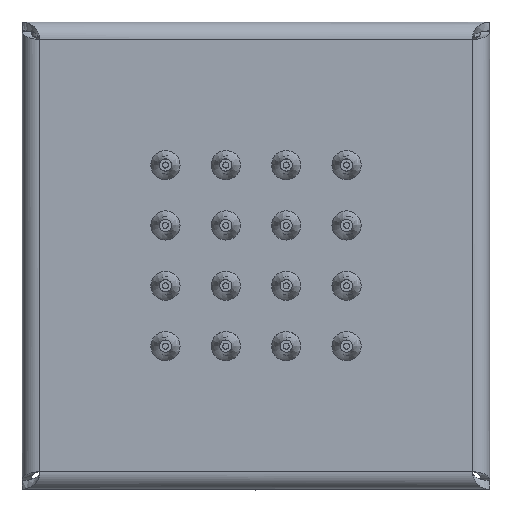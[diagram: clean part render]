
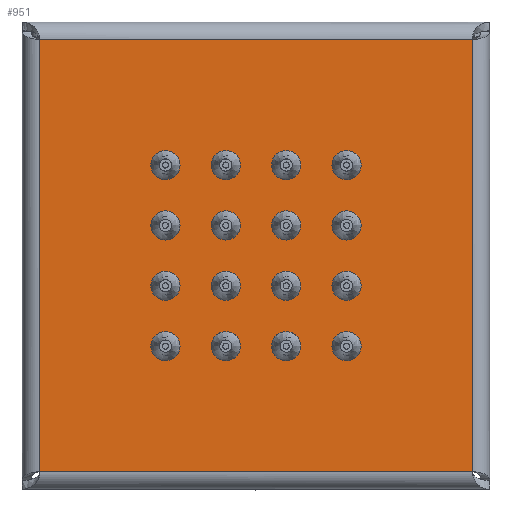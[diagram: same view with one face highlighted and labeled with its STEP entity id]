
A CAD part, top view. The second image highlights one B-rep face of the part: STEP entity #951.
In plain terms, the highlighted planar face has unit normal (0, 0, 1).
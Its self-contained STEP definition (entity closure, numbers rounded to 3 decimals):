
#951=ADVANCED_FACE('',(#2373,#2374,#2375,#2376,#2377,#2378,#2379,#2380,#2381,#2382,#2383,#2384,#2385,#2386,#2387,#2388,#2389),#2390,.T.);
#2373=FACE_BOUND('',#4382,.T.);
#2374=FACE_BOUND('',#4383,.T.);
#2375=FACE_BOUND('',#4384,.T.);
#2376=FACE_BOUND('',#4385,.T.);
#2377=FACE_BOUND('',#4386,.T.);
#2378=FACE_BOUND('',#4387,.T.);
#2379=FACE_BOUND('',#4388,.T.);
#2380=FACE_BOUND('',#4389,.T.);
#2381=FACE_BOUND('',#4390,.T.);
#2382=FACE_BOUND('',#4391,.T.);
#2383=FACE_BOUND('',#4392,.T.);
#2384=FACE_BOUND('',#4393,.T.);
#2385=FACE_BOUND('',#4394,.T.);
#2386=FACE_BOUND('',#4395,.T.);
#2387=FACE_BOUND('',#4396,.T.);
#2388=FACE_BOUND('',#4397,.T.);
#2389=FACE_OUTER_BOUND('',#4398,.T.);
#2390=PLANE('',#4399);
#4382=EDGE_LOOP('',(#7245));
#4383=EDGE_LOOP('',(#7246));
#4384=EDGE_LOOP('',(#7247));
#4385=EDGE_LOOP('',(#7248));
#4386=EDGE_LOOP('',(#7249));
#4387=EDGE_LOOP('',(#7250));
#4388=EDGE_LOOP('',(#7251));
#4389=EDGE_LOOP('',(#7252));
#4390=EDGE_LOOP('',(#7253));
#4391=EDGE_LOOP('',(#7254));
#4392=EDGE_LOOP('',(#7255));
#4393=EDGE_LOOP('',(#7256));
#4394=EDGE_LOOP('',(#7257));
#4395=EDGE_LOOP('',(#7258));
#4396=EDGE_LOOP('',(#7259));
#4397=EDGE_LOOP('',(#7260));
#4398=EDGE_LOOP('',(#7261,#7262,#7263,#7264));
#4399=AXIS2_PLACEMENT_3D('',#7265,#7266,#7267);
#7245=ORIENTED_EDGE('',*,*,#10409,.F.);
#7246=ORIENTED_EDGE('',*,*,#10447,.F.);
#7247=ORIENTED_EDGE('',*,*,#10453,.F.);
#7248=ORIENTED_EDGE('',*,*,#10454,.F.);
#7249=ORIENTED_EDGE('',*,*,#10434,.F.);
#7250=ORIENTED_EDGE('',*,*,#10455,.F.);
#7251=ORIENTED_EDGE('',*,*,#10383,.F.);
#7252=ORIENTED_EDGE('',*,*,#10456,.F.);
#7253=ORIENTED_EDGE('',*,*,#10405,.F.);
#7254=ORIENTED_EDGE('',*,*,#10385,.F.);
#7255=ORIENTED_EDGE('',*,*,#10411,.F.);
#7256=ORIENTED_EDGE('',*,*,#10457,.F.);
#7257=ORIENTED_EDGE('',*,*,#10374,.F.);
#7258=ORIENTED_EDGE('',*,*,#10441,.F.);
#7259=ORIENTED_EDGE('',*,*,#10449,.F.);
#7260=ORIENTED_EDGE('',*,*,#10451,.F.);
#7261=ORIENTED_EDGE('',*,*,#10458,.T.);
#7262=ORIENTED_EDGE('',*,*,#10400,.T.);
#7263=ORIENTED_EDGE('',*,*,#10367,.T.);
#7264=ORIENTED_EDGE('',*,*,#10459,.T.);
#7265=CARTESIAN_POINT('',(0.0,0.0,0.0));
#7266=DIRECTION('',(0.0,0.0,1.0));
#7267=DIRECTION('',(1.0,0.0,0.0));
#10367=EDGE_CURVE('',#12041,#12042,#12043,.T.);
#10374=EDGE_CURVE('',#12050,#12050,#12051,.T.);
#10383=EDGE_CURVE('',#12066,#12066,#12067,.T.);
#10385=EDGE_CURVE('',#12069,#12069,#12070,.T.);
#10400=EDGE_CURVE('',#12095,#12041,#12096,.T.);
#10405=EDGE_CURVE('',#12103,#12103,#12104,.T.);
#10409=EDGE_CURVE('',#12109,#12109,#12110,.T.);
#10411=EDGE_CURVE('',#12112,#12112,#12113,.T.);
#10434=EDGE_CURVE('',#12147,#12147,#12148,.T.);
#10441=EDGE_CURVE('',#12158,#12158,#12159,.T.);
#10447=EDGE_CURVE('',#12167,#12167,#12168,.T.);
#10449=EDGE_CURVE('',#12170,#12170,#12171,.T.);
#10451=EDGE_CURVE('',#12173,#12173,#12174,.T.);
#10453=EDGE_CURVE('',#12176,#12176,#12177,.T.);
#10454=EDGE_CURVE('',#12178,#12178,#12179,.T.);
#10455=EDGE_CURVE('',#12180,#12180,#12181,.T.);
#10456=EDGE_CURVE('',#12182,#12182,#12183,.T.);
#10457=EDGE_CURVE('',#12184,#12184,#12185,.T.);
#10458=EDGE_CURVE('',#12186,#12095,#12187,.T.);
#10459=EDGE_CURVE('',#12042,#12186,#12188,.T.);
#12041=VERTEX_POINT('',#14263);
#12042=VERTEX_POINT('',#14264);
#12043=LINE('',#14265,#14266);
#12050=VERTEX_POINT('',#14275);
#12051=CIRCLE('',#14276,2.5);
#12066=VERTEX_POINT('',#14295);
#12067=CIRCLE('',#14296,2.5);
#12069=VERTEX_POINT('',#14298);
#12070=CIRCLE('',#14299,2.5);
#12095=VERTEX_POINT('',#14335);
#12096=LINE('',#14336,#14337);
#12103=VERTEX_POINT('',#14345);
#12104=CIRCLE('',#14346,2.5);
#12109=VERTEX_POINT('',#14351);
#12110=CIRCLE('',#14352,2.5);
#12112=VERTEX_POINT('',#14354);
#12113=CIRCLE('',#14355,2.5);
#12147=VERTEX_POINT('',#14401);
#12148=CIRCLE('',#14402,2.5);
#12158=VERTEX_POINT('',#14415);
#12159=CIRCLE('',#14416,2.5);
#12167=VERTEX_POINT('',#14427);
#12168=CIRCLE('',#14428,2.5);
#12170=VERTEX_POINT('',#14430);
#12171=CIRCLE('',#14431,2.5);
#12173=VERTEX_POINT('',#14433);
#12174=CIRCLE('',#14434,2.5);
#12176=VERTEX_POINT('',#14436);
#12177=CIRCLE('',#14437,2.5);
#12178=VERTEX_POINT('',#14438);
#12179=CIRCLE('',#14439,2.5);
#12180=VERTEX_POINT('',#14440);
#12181=CIRCLE('',#14441,2.5);
#12182=VERTEX_POINT('',#14442);
#12183=CIRCLE('',#14443,2.5);
#12184=VERTEX_POINT('',#14444);
#12185=CIRCLE('',#14445,2.5);
#12186=VERTEX_POINT('',#14446);
#12187=LINE('',#14447,#14448);
#12188=LINE('',#14449,#14450);
#14263=CARTESIAN_POINT('',(37.0,-37.0,0.));
#14264=CARTESIAN_POINT('',(37.0,37.0,0.0));
#14265=CARTESIAN_POINT('',(37.0,0.,0.0));
#14266=VECTOR('',#16597,1.0);
#14275=CARTESIAN_POINT('',(-13.0,5.167,0.0));
#14276=AXIS2_PLACEMENT_3D('',#16606,#16607,#16608);
#14295=CARTESIAN_POINT('',(-2.667,-15.5,0.0));
#14296=AXIS2_PLACEMENT_3D('',#16619,#16620,#16621);
#14298=CARTESIAN_POINT('',(-13.0,15.5,0.0));
#14299=AXIS2_PLACEMENT_3D('',#16622,#16623,#16624);
#14335=CARTESIAN_POINT('',(-37.0,-37.0,0.));
#14336=CARTESIAN_POINT('',(0.0,-37.0,0.0));
#14337=VECTOR('',#16639,1.0);
#14345=CARTESIAN_POINT('',(-2.667,5.167,0.0));
#14346=AXIS2_PLACEMENT_3D('',#16647,#16648,#16649);
#14351=CARTESIAN_POINT('',(18.0,15.5,0.0));
#14352=AXIS2_PLACEMENT_3D('',#16653,#16654,#16655);
#14354=CARTESIAN_POINT('',(7.667,15.5,0.0));
#14355=AXIS2_PLACEMENT_3D('',#16656,#16657,#16658);
#14401=CARTESIAN_POINT('',(18.0,-15.5,0.0));
#14402=AXIS2_PLACEMENT_3D('',#16686,#16687,#16688);
#14415=CARTESIAN_POINT('',(18.0,-5.167,0.0));
#14416=AXIS2_PLACEMENT_3D('',#16695,#16696,#16697);
#14427=CARTESIAN_POINT('',(7.667,5.167,0.0));
#14428=AXIS2_PLACEMENT_3D('',#16701,#16702,#16703);
#14430=CARTESIAN_POINT('',(18.0,5.167,0.0));
#14431=AXIS2_PLACEMENT_3D('',#16704,#16705,#16706);
#14433=CARTESIAN_POINT('',(-2.667,15.5,0.0));
#14434=AXIS2_PLACEMENT_3D('',#16707,#16708,#16709);
#14436=CARTESIAN_POINT('',(7.667,-5.167,0.0));
#14437=AXIS2_PLACEMENT_3D('',#16710,#16711,#16712);
#14438=CARTESIAN_POINT('',(7.667,-15.5,0.0));
#14439=AXIS2_PLACEMENT_3D('',#16713,#16714,#16715);
#14440=CARTESIAN_POINT('',(-2.667,-5.167,0.0));
#14441=AXIS2_PLACEMENT_3D('',#16716,#16717,#16718);
#14442=CARTESIAN_POINT('',(-13.0,-15.5,0.0));
#14443=AXIS2_PLACEMENT_3D('',#16719,#16720,#16721);
#14444=CARTESIAN_POINT('',(-13.0,-5.167,0.0));
#14445=AXIS2_PLACEMENT_3D('',#16722,#16723,#16724);
#14446=CARTESIAN_POINT('',(-37.0,37.0,0.0));
#14447=CARTESIAN_POINT('',(-37.0,0.,0.0));
#14448=VECTOR('',#16725,1.0);
#14449=CARTESIAN_POINT('',(0.0,37.0,0.0));
#14450=VECTOR('',#16726,1.0);
#16597=DIRECTION('',(0.0,1.0,0.0));
#16606=CARTESIAN_POINT('',(-15.5,5.167,0.0));
#16607=DIRECTION('',(0.0,0.0,1.0));
#16608=DIRECTION('',(1.0,0.0,0.0));
#16619=CARTESIAN_POINT('',(-5.167,-15.5,0.0));
#16620=DIRECTION('',(0.0,0.0,1.0));
#16621=DIRECTION('',(1.0,0.0,0.0));
#16622=CARTESIAN_POINT('',(-15.5,15.5,0.0));
#16623=DIRECTION('',(0.0,0.0,1.0));
#16624=DIRECTION('',(1.0,0.0,0.0));
#16639=DIRECTION('',(1.0,0.0,0.0));
#16647=CARTESIAN_POINT('',(-5.167,5.167,0.0));
#16648=DIRECTION('',(0.0,0.0,1.0));
#16649=DIRECTION('',(1.0,0.0,0.0));
#16653=CARTESIAN_POINT('',(15.5,15.5,0.0));
#16654=DIRECTION('',(0.0,0.0,1.0));
#16655=DIRECTION('',(1.0,0.0,0.0));
#16656=CARTESIAN_POINT('',(5.167,15.5,0.0));
#16657=DIRECTION('',(0.0,0.0,1.0));
#16658=DIRECTION('',(1.0,0.0,0.0));
#16686=CARTESIAN_POINT('',(15.5,-15.5,0.0));
#16687=DIRECTION('',(0.0,0.0,1.0));
#16688=DIRECTION('',(1.0,0.0,0.0));
#16695=CARTESIAN_POINT('',(15.5,-5.167,0.0));
#16696=DIRECTION('',(0.0,0.0,1.0));
#16697=DIRECTION('',(1.0,0.0,0.0));
#16701=CARTESIAN_POINT('',(5.167,5.167,0.0));
#16702=DIRECTION('',(0.0,0.0,1.0));
#16703=DIRECTION('',(1.0,0.0,0.0));
#16704=CARTESIAN_POINT('',(15.5,5.167,0.0));
#16705=DIRECTION('',(0.0,0.0,1.0));
#16706=DIRECTION('',(1.0,0.0,0.0));
#16707=CARTESIAN_POINT('',(-5.167,15.5,0.0));
#16708=DIRECTION('',(0.0,0.0,1.0));
#16709=DIRECTION('',(1.0,0.0,0.0));
#16710=CARTESIAN_POINT('',(5.167,-5.167,0.0));
#16711=DIRECTION('',(0.0,0.0,1.0));
#16712=DIRECTION('',(1.0,0.0,0.0));
#16713=CARTESIAN_POINT('',(5.167,-15.5,0.0));
#16714=DIRECTION('',(0.0,0.0,1.0));
#16715=DIRECTION('',(1.0,0.0,0.0));
#16716=CARTESIAN_POINT('',(-5.167,-5.167,0.0));
#16717=DIRECTION('',(0.0,0.0,1.0));
#16718=DIRECTION('',(1.0,0.0,0.0));
#16719=CARTESIAN_POINT('',(-15.5,-15.5,0.0));
#16720=DIRECTION('',(0.0,0.0,1.0));
#16721=DIRECTION('',(1.0,0.0,0.0));
#16722=CARTESIAN_POINT('',(-15.5,-5.167,0.0));
#16723=DIRECTION('',(0.0,0.0,1.0));
#16724=DIRECTION('',(1.0,0.0,0.0));
#16725=DIRECTION('',(0.0,-1.0,0.0));
#16726=DIRECTION('',(-1.0,0.0,0.0));
